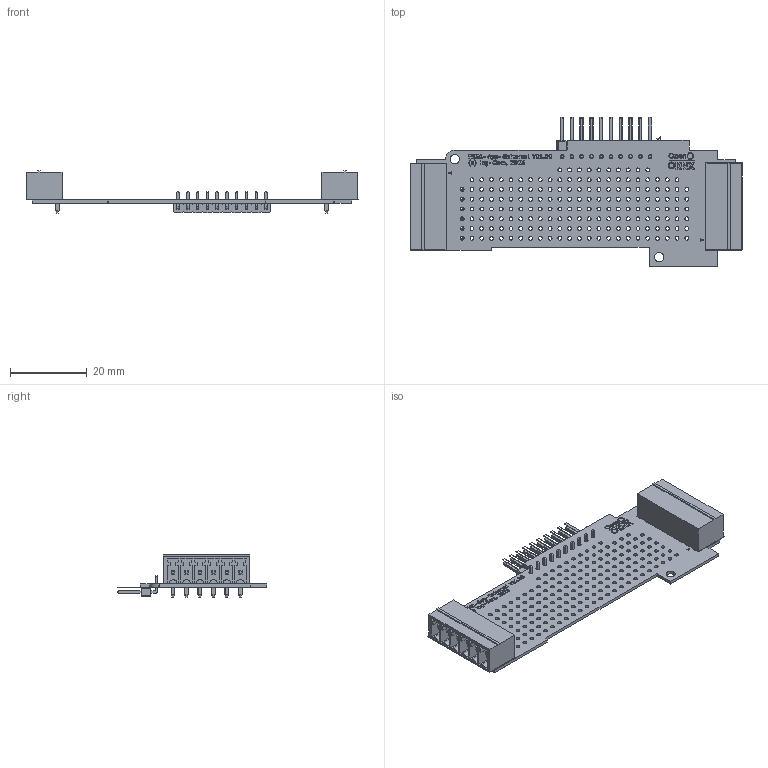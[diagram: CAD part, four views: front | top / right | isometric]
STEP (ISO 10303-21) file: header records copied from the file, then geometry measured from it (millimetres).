
FILE_DESCRIPTION(('FreeCAD Model'),'2;1');
FILE_NAME('Open CASCADE Shape Model','2023-10-15T21:08:19',(''),(''), 'Open CASCADE STEP processor 7.6','FreeCAD','Unknown');
FILE_SCHEMA(('AUTOMOTIVE_DESIGN { 1 0 10303 214 1 1 1 1 }'));
Length unit declared in the file: millimetre
Products named in the file (12): REG1-App-Universal; Local_CS_9349; Board_Geoms_9349; Pcb_9349; PCB_Sketch_9349; botSilks_5d62; topSilks_50b6; Step_Models_9349; Top_9349; J10_MC_01x06_G_3_5mm_00006350121b; Bot_9349; J1_PinHeader_1x10_P254mm_Horizontal_000063d944de
Assembly tree (12 placements, depth 4):
  REG1-App-Universal
    Local_CS_9349
    Board_Geoms_9349
      Pcb_9349
      PCB_Sketch_9349
      botSilks_5d62
      topSilks_50b6
    Step_Models_9349
      Top_9349
        J10_MC_01x06_G_3_5mm_00006350121b  x2
      Bot_9349
        J1_PinHeader_1x10_P254mm_Horizontal_000063d944de
Bounding box: 86.34 x 38.76 x 10.95 mm (x, y, z)
Volume: 3708.6 mm3; surface area: 9397.5 mm2
Topology: 4 solids, 105 shells, 1018 faces, 9459 edges, 8630 vertices
Faces by surface type: plane 788, cylinder 230
Full cylindrical faces by diameter (mm): 1 x186, 1.2 x12, 2.4 x2
Entity records: 84894 total; most frequent: CARTESIAN_POINT 18094, DIRECTION 11063, ORIENTED_EDGE 10799, EDGE_CURVE 8932, LINE 8501, VECTOR 8501, VERTEX_POINT 8258, FACE_BOUND 1302
